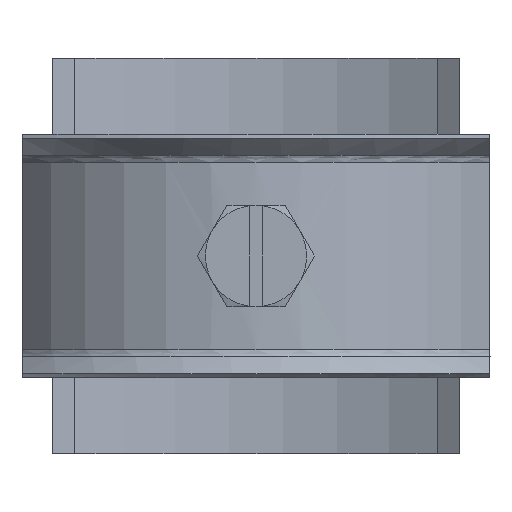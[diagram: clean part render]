
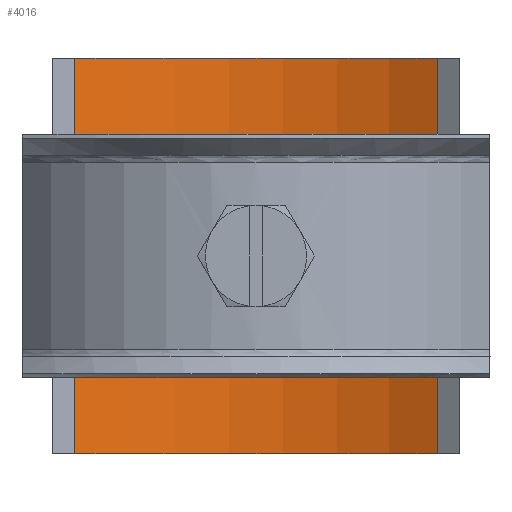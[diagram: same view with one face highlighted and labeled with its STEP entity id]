
A CAD part, front view. The second image highlights one B-rep face of the part: STEP entity #4016.
In plain terms, the highlighted cylindrical face has radius 35.137 mm (diameter 70.274 mm), a partial arc.
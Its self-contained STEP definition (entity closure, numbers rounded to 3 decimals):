
#187 = VERTEX_POINT ( 'NONE', #1258 ) ;
#203 = DIRECTION ( 'NONE',  ( 0., 0., -1. ) ) ;
#394 = AXIS2_PLACEMENT_3D ( 'NONE', #4652, #5047, #1472 ) ;
#456 = AXIS2_PLACEMENT_3D ( 'NONE', #1263, #3695, #876 ) ;
#504 = DIRECTION ( 'NONE',  ( 0., 0., 1. ) ) ;
#657 = CIRCLE ( 'NONE', #456, 35.137 ) ;
#834 = LINE ( 'NONE', #2195, #895 ) ;
#876 = DIRECTION ( 'NONE',  ( 1., 0., 0. ) ) ;
#895 = VECTOR ( 'NONE', #203, 1000. ) ;
#1100 = VERTEX_POINT ( 'NONE', #3678 ) ;
#1107 = VERTEX_POINT ( 'NONE', #4029 ) ;
#1119 = EDGE_CURVE ( 'NONE', #187, #1107, #657, .T. ) ;
#1258 = CARTESIAN_POINT ( 'NONE',  ( -17.898, -6.4, -19.5 ) ) ;
#1263 = CARTESIAN_POINT ( 'NONE',  ( 0., -36.637, -19.5 ) ) ;
#1472 = DIRECTION ( 'NONE',  ( 1., 0., 0. ) ) ;
#1551 = CYLINDRICAL_SURFACE ( 'NONE', #4013, 35.137 ) ;
#1705 = VERTEX_POINT ( 'NONE', #4371 ) ;
#1813 = EDGE_CURVE ( 'NONE', #1100, #1107, #834, .T. ) ;
#1893 = LINE ( 'NONE', #2717, #5006 ) ;
#1906 = EDGE_CURVE ( 'NONE', #187, #1705, #1893, .T. ) ;
#2131 = CIRCLE ( 'NONE', #394, 35.137 ) ;
#2182 = ORIENTED_EDGE ( 'NONE', *, *, #1119, .T. ) ;
#2195 = CARTESIAN_POINT ( 'NONE',  ( 17.898, -6.4, 19.5 ) ) ;
#2374 = FACE_OUTER_BOUND ( 'NONE', #3043, .T. ) ;
#2413 = DIRECTION ( 'NONE',  ( 1., 0., 0. ) ) ;
#2717 = CARTESIAN_POINT ( 'NONE',  ( -17.898, -6.4, 19.5 ) ) ;
#3043 = EDGE_LOOP ( 'NONE', ( #3171, #4113, #4156, #2182 ) ) ;
#3171 = ORIENTED_EDGE ( 'NONE', *, *, #1813, .F. ) ;
#3256 = CARTESIAN_POINT ( 'NONE',  ( 0., -36.637, 19.5 ) ) ;
#3678 = CARTESIAN_POINT ( 'NONE',  ( 17.898, -6.4, 19.5 ) ) ;
#3695 = DIRECTION ( 'NONE',  ( 0., 0., -1. ) ) ;
#3774 = EDGE_CURVE ( 'NONE', #1705, #1100, #2131, .T. ) ;
#4013 = AXIS2_PLACEMENT_3D ( 'NONE', #3256, #504, #2413 ) ;
#4016 = ADVANCED_FACE ( 'NONE', ( #2374 ), #1551, .F. ) ;
#4029 = CARTESIAN_POINT ( 'NONE',  ( 17.898, -6.4, -19.5 ) ) ;
#4113 = ORIENTED_EDGE ( 'NONE', *, *, #3774, .F. ) ;
#4156 = ORIENTED_EDGE ( 'NONE', *, *, #1906, .F. ) ;
#4371 = CARTESIAN_POINT ( 'NONE',  ( -17.898, -6.4, 19.5 ) ) ;
#4652 = CARTESIAN_POINT ( 'NONE',  ( 0., -36.637, 19.5 ) ) ;
#4718 = DIRECTION ( 'NONE',  ( 0., 0., 1. ) ) ;
#5006 = VECTOR ( 'NONE', #4718, 1000. ) ;
#5047 = DIRECTION ( 'NONE',  ( 0., 0., -1. ) ) ;
